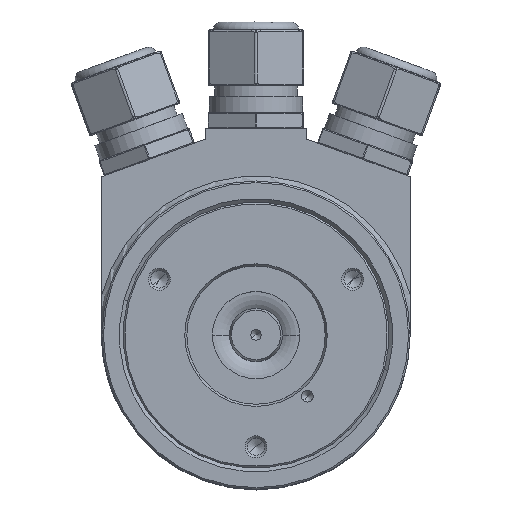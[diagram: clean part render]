
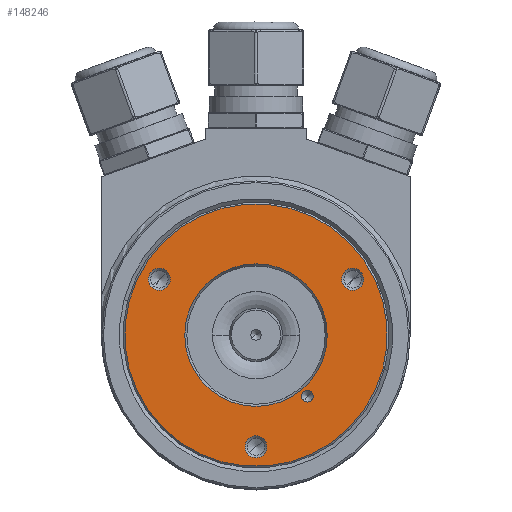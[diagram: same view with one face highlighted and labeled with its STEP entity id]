
A CAD part, top view. The second image highlights one B-rep face of the part: STEP entity #148246.
In plain terms, the highlighted planar face has unit normal (0, 0, 1).
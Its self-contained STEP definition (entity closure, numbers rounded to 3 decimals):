
#21804=CARTESIAN_POINT('',(0.,0.,25.5));
#21805=DIRECTION('',(0.,0.,-1.));
#21806=DIRECTION('',(-0.966,0.259,0.));
#21807=AXIS2_PLACEMENT_3D('',#21804,#21805,#21806);
#21809=CARTESIAN_POINT('',(0.,0.,25.5));
#21810=DIRECTION('',(0.,0.,-1.));
#21811=DIRECTION('',(0.966,-0.259,0.));
#21812=AXIS2_PLACEMENT_3D('',#21809,#21810,#21811);
#21814=CARTESIAN_POINT('',(0.,0.,25.5));
#21815=DIRECTION('',(0.,0.,1.));
#21816=DIRECTION('',(0.766,0.643,0.));
#21817=AXIS2_PLACEMENT_3D('',#21814,#21815,#21816);
#21819=CARTESIAN_POINT('',(0.,0.,25.5));
#21820=DIRECTION('',(0.,0.,1.));
#21821=DIRECTION('',(-0.766,-0.643,0.));
#21822=AXIS2_PLACEMENT_3D('',#21819,#21820,#21821);
#21824=CARTESIAN_POINT('',(9.642,-11.491,25.5));
#21825=DIRECTION('',(0.,0.,1.));
#21826=DIRECTION('',(-0.766,-0.643,0.));
#21827=AXIS2_PLACEMENT_3D('',#21824,#21825,#21826);
#21829=CARTESIAN_POINT('',(9.642,-11.491,25.5));
#21830=DIRECTION('',(0.,0.,1.));
#21831=DIRECTION('',(0.766,0.643,0.));
#21832=AXIS2_PLACEMENT_3D('',#21829,#21830,#21831);
#21834=CARTESIAN_POINT('',(0.,-21.,25.5));
#21835=DIRECTION('',(0.,0.,1.));
#21836=DIRECTION('',(0.766,0.643,0.));
#21837=AXIS2_PLACEMENT_3D('',#21834,#21835,#21836);
#21839=CARTESIAN_POINT('',(0.,-21.,25.5));
#21840=DIRECTION('',(0.,0.,1.));
#21841=DIRECTION('',(-0.766,-0.643,0.));
#21842=AXIS2_PLACEMENT_3D('',#21839,#21840,#21841);
#21844=CARTESIAN_POINT('',(18.187,10.5,25.5));
#21845=DIRECTION('',(0.,0.,1.));
#21846=DIRECTION('',(0.766,0.643,0.));
#21847=AXIS2_PLACEMENT_3D('',#21844,#21845,#21846);
#21849=CARTESIAN_POINT('',(18.187,10.5,25.5));
#21850=DIRECTION('',(0.,0.,1.));
#21851=DIRECTION('',(-0.766,-0.643,0.));
#21852=AXIS2_PLACEMENT_3D('',#21849,#21850,#21851);
#21854=CARTESIAN_POINT('',(-18.187,10.5,25.5));
#21855=DIRECTION('',(0.,0.,1.));
#21856=DIRECTION('',(0.766,0.643,0.));
#21857=AXIS2_PLACEMENT_3D('',#21854,#21855,#21856);
#21859=CARTESIAN_POINT('',(-18.187,10.5,25.5));
#21860=DIRECTION('',(0.,0.,1.));
#21861=DIRECTION('',(-0.766,-0.643,0.));
#21862=AXIS2_PLACEMENT_3D('',#21859,#21860,#21861);
#119826=CARTESIAN_POINT('',(23.858,-6.393,25.5));
#119827=CARTESIAN_POINT('',(-23.858,6.393,25.5));
#119828=VERTEX_POINT('',#119826);
#119829=VERTEX_POINT('',#119827);
#119830=CARTESIAN_POINT('',(10.268,8.616,25.5));
#119831=CARTESIAN_POINT('',(-10.268,-8.616,25.5));
#119832=VERTEX_POINT('',#119830);
#119833=VERTEX_POINT('',#119831);
#119834=CARTESIAN_POINT('',(8.799,-12.198,25.5));
#119835=CARTESIAN_POINT('',(10.484,-10.784,25.5));
#119836=VERTEX_POINT('',#119834);
#119837=VERTEX_POINT('',#119835);
#119838=CARTESIAN_POINT('',(1.58,-19.674,25.5));
#119839=CARTESIAN_POINT('',(-1.58,-22.326,25.5));
#119840=VERTEX_POINT('',#119838);
#119841=VERTEX_POINT('',#119839);
#119842=CARTESIAN_POINT('',(19.767,11.826,25.5));
#119843=CARTESIAN_POINT('',(16.607,9.174,25.5));
#119844=VERTEX_POINT('',#119842);
#119845=VERTEX_POINT('',#119843);
#119846=CARTESIAN_POINT('',(-16.607,11.826,25.5));
#119847=CARTESIAN_POINT('',(-19.767,9.174,25.5));
#119848=VERTEX_POINT('',#119846);
#119849=VERTEX_POINT('',#119847);
#148206=CARTESIAN_POINT('',(0.,0.,25.5));
#148207=DIRECTION('',(0.,0.,1.));
#148208=DIRECTION('',(0.766,0.643,0.));
#148209=AXIS2_PLACEMENT_3D('',#148206,#148207,#148208);
#148210=PLANE('',#148209);
#148212=ORIENTED_EDGE('',*,*,#148211,.T.);
#148213=ORIENTED_EDGE('',*,*,#148196,.T.);
#148214=EDGE_LOOP('',(#148212,#148213));
#148215=FACE_OUTER_BOUND('',#148214,.F.);
#148217=ORIENTED_EDGE('',*,*,#148216,.T.);
#148219=ORIENTED_EDGE('',*,*,#148218,.T.);
#148220=EDGE_LOOP('',(#148217,#148219));
#148221=FACE_BOUND('',#148220,.F.);
#148223=ORIENTED_EDGE('',*,*,#148222,.T.);
#148225=ORIENTED_EDGE('',*,*,#148224,.T.);
#148226=EDGE_LOOP('',(#148223,#148225));
#148227=FACE_BOUND('',#148226,.F.);
#148229=ORIENTED_EDGE('',*,*,#148228,.T.);
#148231=ORIENTED_EDGE('',*,*,#148230,.T.);
#148232=EDGE_LOOP('',(#148229,#148231));
#148233=FACE_BOUND('',#148232,.F.);
#148235=ORIENTED_EDGE('',*,*,#148234,.T.);
#148237=ORIENTED_EDGE('',*,*,#148236,.T.);
#148238=EDGE_LOOP('',(#148235,#148237));
#148239=FACE_BOUND('',#148238,.F.);
#148241=ORIENTED_EDGE('',*,*,#148240,.T.);
#148243=ORIENTED_EDGE('',*,*,#148242,.T.);
#148244=EDGE_LOOP('',(#148241,#148243));
#148245=FACE_BOUND('',#148244,.F.);
#21808=CIRCLE('',#21807,24.7);
#21813=CIRCLE('',#21812,24.7);
#21818=CIRCLE('',#21817,13.404);
#21823=CIRCLE('',#21822,13.404);
#21828=CIRCLE('',#21827,1.1);
#21833=CIRCLE('',#21832,1.1);
#21838=CIRCLE('',#21837,2.063);
#21843=CIRCLE('',#21842,2.063);
#21848=CIRCLE('',#21847,2.063);
#21853=CIRCLE('',#21852,2.063);
#21858=CIRCLE('',#21857,2.063);
#21863=CIRCLE('',#21862,2.063);
#148196=EDGE_CURVE('',#119828,#119829,#21813,.T.);
#148211=EDGE_CURVE('',#119829,#119828,#21808,.T.);
#148216=EDGE_CURVE('',#119832,#119833,#21818,.T.);
#148218=EDGE_CURVE('',#119833,#119832,#21823,.T.);
#148222=EDGE_CURVE('',#119836,#119837,#21828,.T.);
#148224=EDGE_CURVE('',#119837,#119836,#21833,.T.);
#148228=EDGE_CURVE('',#119840,#119841,#21838,.T.);
#148230=EDGE_CURVE('',#119841,#119840,#21843,.T.);
#148234=EDGE_CURVE('',#119844,#119845,#21848,.T.);
#148236=EDGE_CURVE('',#119845,#119844,#21853,.T.);
#148240=EDGE_CURVE('',#119848,#119849,#21858,.T.);
#148242=EDGE_CURVE('',#119849,#119848,#21863,.T.);
#148246=ADVANCED_FACE('',(#148215,#148221,#148227,#148233,#148239,#148245),
#148210,.T.);
